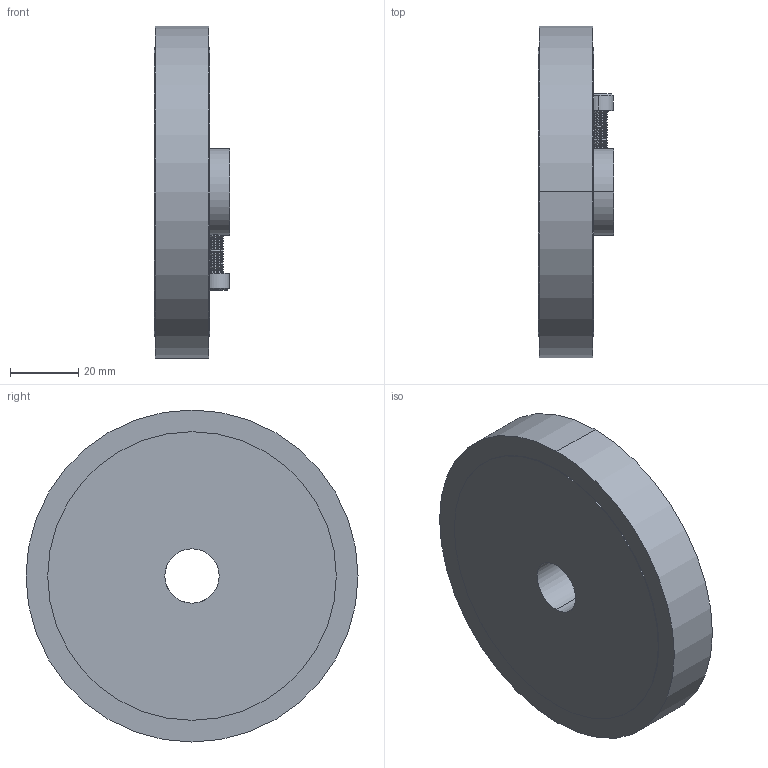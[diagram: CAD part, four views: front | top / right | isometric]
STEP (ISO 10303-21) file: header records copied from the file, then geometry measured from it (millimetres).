
FILE_DESCRIPTION (( 'STEP AP203' ), '1' );
FILE_NAME ('38352 Measuring Wheel.STEP', '2018-10-22T23:38:16', ( '' ), ( '' ), 'SwSTEP 2.0', 'SolidWorks 2016', '' );
FILE_SCHEMA (( 'CONFIG_CONTROL_DESIGN' ));
Length unit declared in the file: inch
Products named in the file (3): 38352-001 MEASURING WHEEL_.625; socket head cap screw_ai_HX-SHCS 0.19-32x0.625x0.625-N; 38352 Measuring Wheel
Assembly tree (3 placements, depth 2):
  38352 Measuring Wheel
    38352-001 MEASURING WHEEL_.625
    socket head cap screw_ai_HX-SHCS 0.19-32x0.625x0.625-N  x2
Bounding box: 22.1 x 97.03 x 97.03 mm (x, y, z)
Volume: 82307.7 mm3; surface area: 25212.7 mm2
Topology: 3 solids, 3 shells, 312 faces, 802 edges, 498 vertices
Faces by surface type: cone 172, cylinder 100, plane 36, torus 4
Entity records: 5673 total; most frequent: CARTESIAN_POINT 1092, DIRECTION 1004, ORIENTED_EDGE 852, EDGE_CURVE 426, AXIS2_PLACEMENT_3D 417, VERTEX_POINT 267, CIRCLE 244, EDGE_LOOP 177
